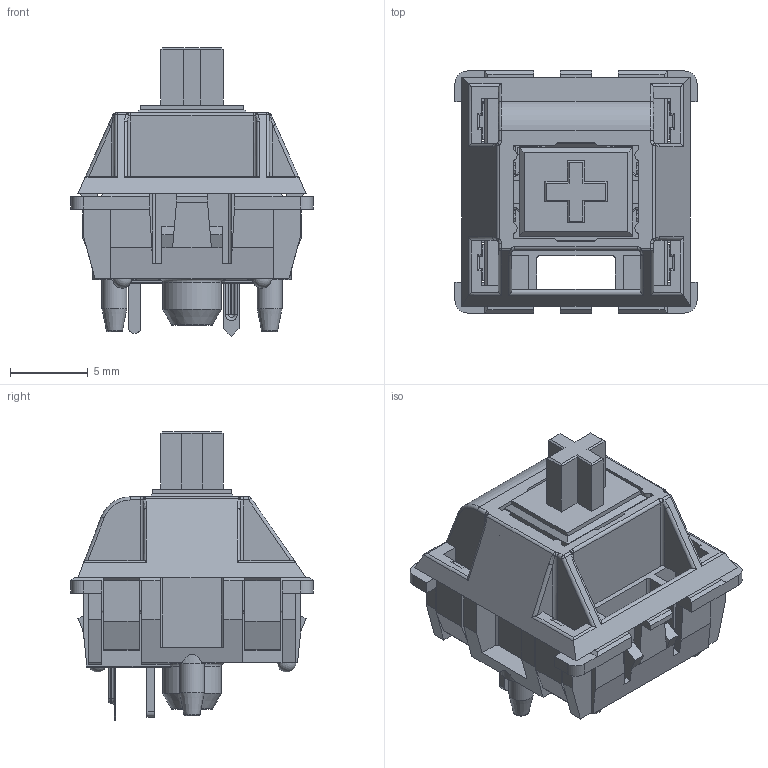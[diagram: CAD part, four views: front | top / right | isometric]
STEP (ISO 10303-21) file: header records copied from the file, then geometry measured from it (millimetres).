
FILE_DESCRIPTION(/* description */ ('STEP AP242','CAx-IF Rec.Pracs.---Representation and Presentation of Product Manufacturing Information (PMI)---4.0---2014-10-13','CAx-IF Rec.Pracs.---3D Tessellated Geometry---0.4---2014-09-14','2;1'),/* implementation_level */ '2;1');
FILE_NAME(/* name */ '6168ed4a67b3bc19fad38e4e',/* time_stamp */ '2021-10-15T02:54:03+00:00',/* author */ (''),/* organization */ (''),/* preprocessor_version */ 'ST-DEVELOPER v18.1',/* originating_system */ ' ',/* authorisation */ ' ');
FILE_SCHEMA (('AP242_MANAGED_MODEL_BASED_3D_ENGINEERING_MIM_LF { 1 0 10303 442 1 1 4 }'));
Length unit declared in the file: metre
Products named in the file (7): SW_Cherry_MX_PCB_cp
Bounding box: 15.6 x 15.6 x 18.6 mm (x, y, z)
Volume: 1003.6 mm3; surface area: 3262.6 mm2
Topology: 7 solids, 7 shells, 919 faces, 2431 edges, 1536 vertices
Faces by surface type: plane 584, cylinder 243, torus 35, sphere 26, bspline 25, cone 6
Full cylindrical faces by diameter (mm): 1.2 x1, 1.6 x5, 2 x1, 2.6 x1, 3.2 x1, 3.8 x1, 4.8 x1
Entity records: 35454 total; most frequent: CARTESIAN_POINT 12616, ORIENTED_EDGE 4780, DIRECTION 4598, EDGE_CURVE 2390, LINE 1798, VECTOR 1798, VERTEX_POINT 1522, AXIS2_PLACEMENT_3D 1400
